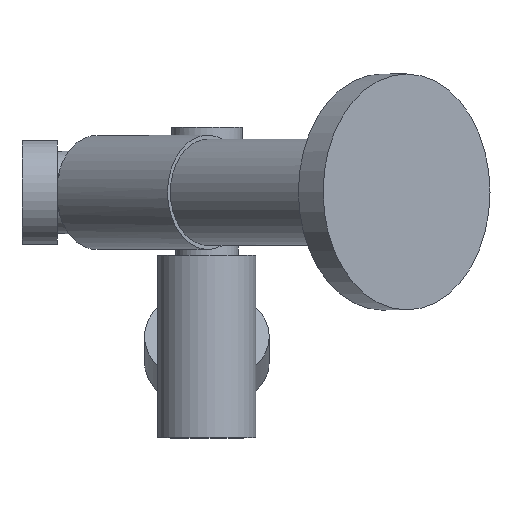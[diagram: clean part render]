
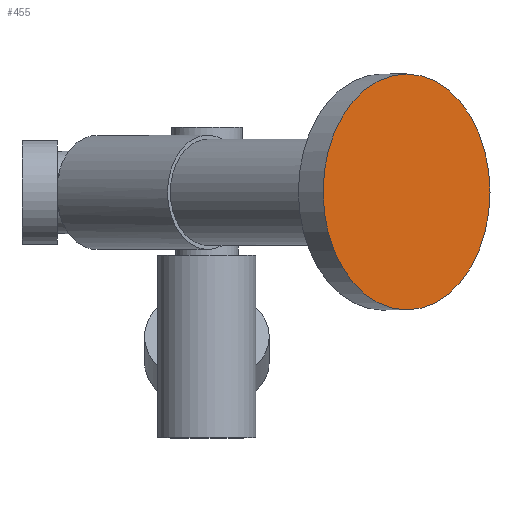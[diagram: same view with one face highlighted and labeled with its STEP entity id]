
A CAD part, top view. The second image highlights one B-rep face of the part: STEP entity #455.
In plain terms, the highlighted planar face has unit normal (0.707, 0, 0.707).
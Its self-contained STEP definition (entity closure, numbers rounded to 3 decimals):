
#27=PLANE('',#525);
#138=ORIENTED_EDGE('',*,*,#226,.T.);
#226=EDGE_CURVE('',#273,#273,#301,.T.);
#273=VERTEX_POINT('',#897);
#301=CIRCLE('',#523,30.);
#338=EDGE_LOOP('',(#138));
#395=FACE_BOUND('',#338,.T.);
#455=ADVANCED_FACE('',(#395),#27,.T.);
#523=AXIS2_PLACEMENT_3D('',#896,#630,#631);
#525=AXIS2_PLACEMENT_3D('',#900,#634,#635);
#630=DIRECTION('',(0.707,0.,0.707));
#631=DIRECTION('',(0.707,0.,-0.707));
#634=DIRECTION('',(0.707,0.,0.707));
#635=DIRECTION('',(0.707,0.,-0.707));
#896=CARTESIAN_POINT('',(62.773,0.,78.787));
#897=CARTESIAN_POINT('',(83.986,0.,57.573));
#900=CARTESIAN_POINT('',(62.773,0.,78.787));
